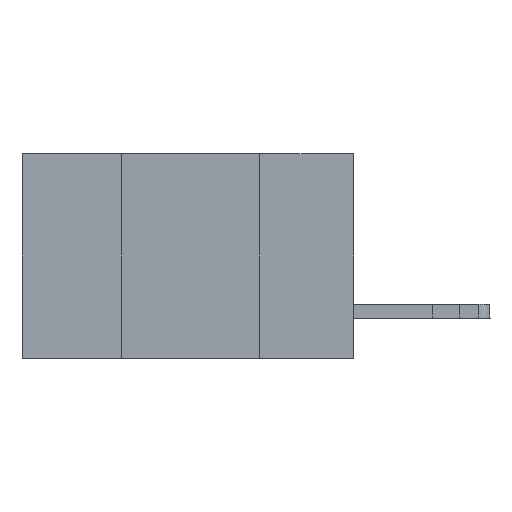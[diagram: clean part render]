
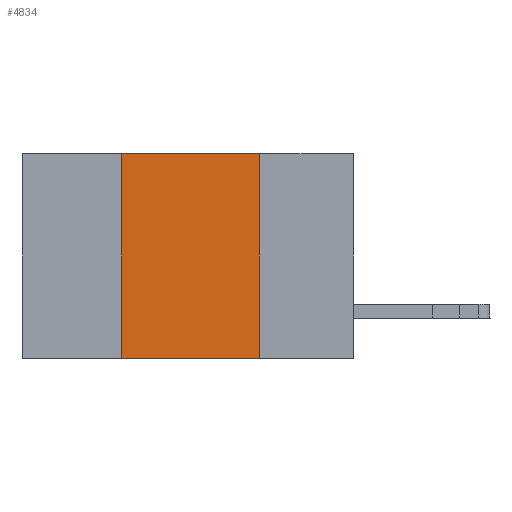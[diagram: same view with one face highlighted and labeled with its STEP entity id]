
A CAD part, left-side view. The second image highlights one B-rep face of the part: STEP entity #4834.
In plain terms, the highlighted planar face has unit normal (-1, 0, 0).
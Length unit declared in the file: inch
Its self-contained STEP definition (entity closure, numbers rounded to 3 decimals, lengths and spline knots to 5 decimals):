
#50 = ORIENTED_EDGE ( 'NONE', *, *, #11142, .F. ) ;
#223 = FACE_OUTER_BOUND ( 'NONE', #505, .T. ) ;
#431 = VECTOR ( 'NONE', #3404, 39.37008 ) ;
#505 = EDGE_LOOP ( 'NONE', ( #16236, #50, #6070, #537 ) ) ;
#537 = ORIENTED_EDGE ( 'NONE', *, *, #4101, .T. ) ;
#661 = VECTOR ( 'NONE', #3997, 39.37008 ) ;
#1186 = CARTESIAN_POINT ( 'NONE',  ( 0., 0.17, 0. ) ) ;
#1366 = CARTESIAN_POINT ( 'NONE',  ( 0., 0.17, 0. ) ) ;
#1794 = CARTESIAN_POINT ( 'NONE',  ( 0., 0.6, 0. ) ) ;
#1852 = VERTEX_POINT ( 'NONE', #1366 ) ;
#1881 = AXIS2_PLACEMENT_3D ( 'NONE', #1794, #17022, #12400 ) ;
#2577 = PLANE ( 'NONE',  #1881 ) ;
#2911 = VECTOR ( 'NONE', #7505, 39.37008 ) ;
#3404 = DIRECTION ( 'NONE',  ( 0., -1., 0. ) ) ;
#3997 = DIRECTION ( 'NONE',  ( 0., 0., -1. ) ) ;
#4101 = EDGE_CURVE ( 'NONE', #11563, #17741, #9749, .T. ) ;
#4372 = CARTESIAN_POINT ( 'NONE',  ( 0., 0.42, -0.37 ) ) ;
#4428 = LINE ( 'NONE', #1186, #661 ) ;
#4834 = ADVANCED_FACE ( 'NONE', ( #223 ), #2577, .F. ) ;
#5586 = CARTESIAN_POINT ( 'NONE',  ( 0., 0.42, 0. ) ) ;
#6070 = ORIENTED_EDGE ( 'NONE', *, *, #12299, .F. ) ;
#7505 = DIRECTION ( 'NONE',  ( 0., 0., 1. ) ) ;
#9749 = LINE ( 'NONE', #17678, #16662 ) ;
#10319 = CARTESIAN_POINT ( 'NONE',  ( 0., 0.17, -0.37 ) ) ;
#11142 = EDGE_CURVE ( 'NONE', #15968, #1852, #11644, .T. ) ;
#11563 = VERTEX_POINT ( 'NONE', #4372 ) ;
#11644 = LINE ( 'NONE', #11769, #431 ) ;
#11769 = CARTESIAN_POINT ( 'NONE',  ( 0., 0.6, 0. ) ) ;
#12183 = DIRECTION ( 'NONE',  ( 0., -1., 0. ) ) ;
#12299 = EDGE_CURVE ( 'NONE', #11563, #15968, #17688, .T. ) ;
#12400 = DIRECTION ( 'NONE',  ( 0., 0., -1. ) ) ;
#15860 = CARTESIAN_POINT ( 'NONE',  ( 0., 0.42, 0. ) ) ;
#15968 = VERTEX_POINT ( 'NONE', #5586 ) ;
#16236 = ORIENTED_EDGE ( 'NONE', *, *, #18040, .F. ) ;
#16662 = VECTOR ( 'NONE', #12183, 39.37008 ) ;
#17022 = DIRECTION ( 'NONE',  ( 1., 0., 0. ) ) ;
#17678 = CARTESIAN_POINT ( 'NONE',  ( 0., 0.6, -0.37 ) ) ;
#17688 = LINE ( 'NONE', #15860, #2911 ) ;
#17741 = VERTEX_POINT ( 'NONE', #10319 ) ;
#18040 = EDGE_CURVE ( 'NONE', #1852, #17741, #4428, .T. ) ;
